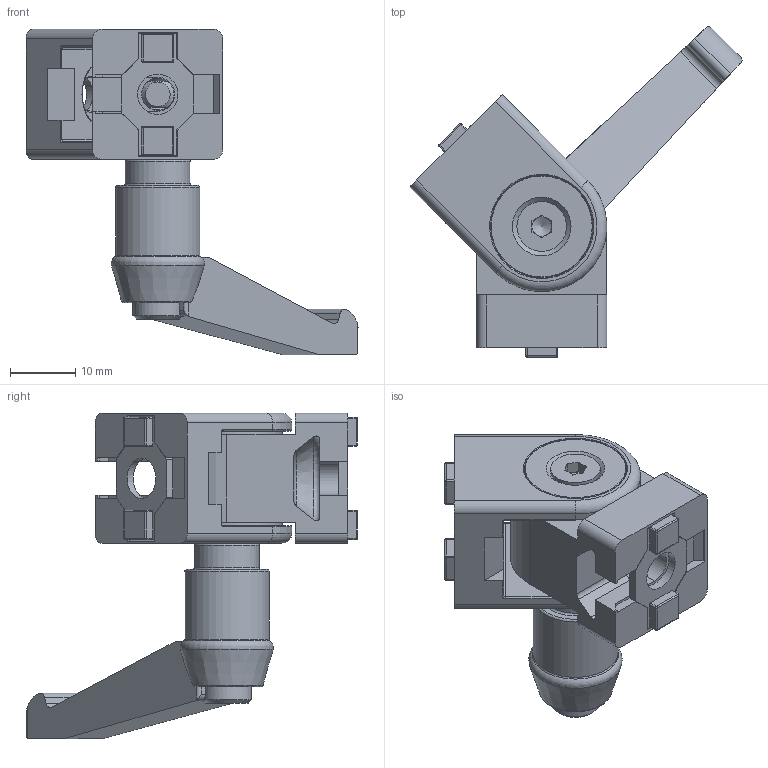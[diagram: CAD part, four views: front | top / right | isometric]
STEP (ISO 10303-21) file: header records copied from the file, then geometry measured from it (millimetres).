
FILE_DESCRIPTION(('FreeCAD Model'),'2;1');
FILE_NAME('Open CASCADE Shape Model','2025-10-08T16:06:23',(''),(''), 'Open CASCADE STEP processor 7.8','FreeCAD','Unknown');
FILE_SCHEMA(('AUTOMOTIVE_DESIGN { 1 0 10303 214 1 1 1 1 }'));
Length unit declared in the file: millimetre
Products named in the file (7): STI5-EOBP; STI5-EOBP001; STI5-EOBP002; STI5-EOBP003; STI5-EOBP004; STI5-EOBP005; STI5-EOBP007
Assembly tree (8 placements, depth 2):
  STI5-EOBP
    STI5-EOBP001
    STI5-EOBP002
    STI5-EOBP003  x2
    STI5-EOBP004
    STI5-EOBP005  x2
    STI5-EOBP007
Bounding box: 50.97 x 50.8 x 50 mm (x, y, z)
Volume: 16834 mm3; surface area: 10628.5 mm2
Topology: 8 solids, 8 shells, 329 faces, 825 edges, 505 vertices
Faces by surface type: plane 177, cylinder 96, torus 25, cone 17, sphere 14
Full cylindrical faces by diameter (mm): 3.3 x2, 4 x3, 5 x1, 5.3 x1, 6.2 x2, 7.64 x2, 9 x1, 9.1 x1, 10 x1, 11 x4, 13 x1, 17 x2
Entity records: 8122 total; most frequent: CARTESIAN_POINT 1612, DIRECTION 1319, ORIENTED_EDGE 1308, EDGE_CURVE 654, AXIS2_PLACEMENT_3D 461, VERTEX_POINT 412, LINE 397, VECTOR 397
